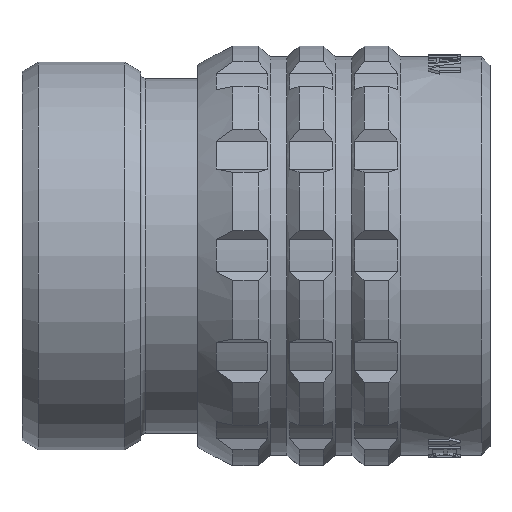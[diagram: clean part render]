
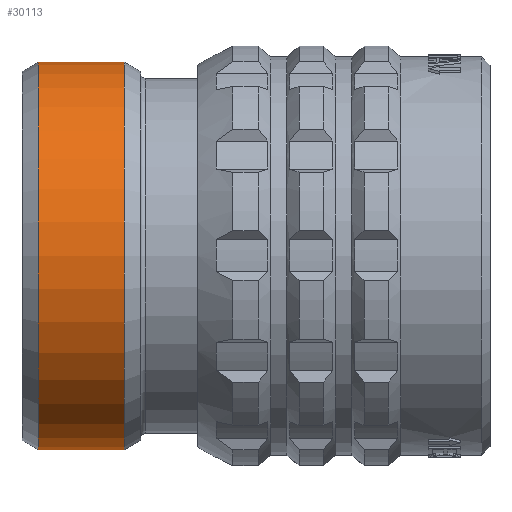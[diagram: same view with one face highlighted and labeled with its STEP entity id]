
A CAD part, top view. The second image highlights one B-rep face of the part: STEP entity #30113.
In plain terms, the highlighted cylindrical face has radius 11.925 mm (diameter 23.85 mm), a partial arc.
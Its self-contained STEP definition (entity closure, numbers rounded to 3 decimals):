
#8400=CARTESIAN_POINT('',(1.385,13.,-13.));
#8401=DIRECTION('',(1.,0.,0.));
#8402=DIRECTION('',(0.,1.,0.));
#8403=AXIS2_PLACEMENT_3D('',#8400,#8401,#8402);
#8405=CARTESIAN_POINT('',(6.685,13.,-13.));
#8406=DIRECTION('',(1.,0.,0.));
#8407=DIRECTION('',(0.,1.,0.));
#8408=AXIS2_PLACEMENT_3D('',#8405,#8406,#8407);
#8410=DIRECTION('',(-1.,0.,0.));
#8411=VECTOR('',#8410,5.3);
#8412=CARTESIAN_POINT('',(6.685,24.925,-13.));
#8413=LINE('1222',#8412,#8411);
#8414=DIRECTION('',(-1.,0.,0.));
#8415=VECTOR('',#8414,5.3);
#8416=CARTESIAN_POINT('',(6.685,1.075,-13.));
#8417=LINE('1228',#8416,#8415);
#18459=CARTESIAN_POINT('',(6.685,24.925,-13.));
#18461=VERTEX_POINT('',#18459);
#18462=CARTESIAN_POINT('',(1.385,24.925,-13.));
#18463=VERTEX_POINT('',#18462);
#18471=CARTESIAN_POINT('',(6.685,1.075,-13.));
#18473=VERTEX_POINT('',#18471);
#18474=CARTESIAN_POINT('',(1.385,1.075,-13.));
#18475=VERTEX_POINT('',#18474);
#30099=CARTESIAN_POINT('',(-1.055,13.,-13.));
#30100=DIRECTION('',(1.,0.,0.));
#30101=DIRECTION('',(0.,-1.,0.));
#30102=AXIS2_PLACEMENT_3D('',#30099,#30100,#30101);
#30103=CYLINDRICAL_SURFACE('278',#30102,11.925);
#30105=ORIENTED_EDGE('1222',*,*,#30104,.F.);
#30107=ORIENTED_EDGE('1240',*,*,#30106,.T.);
#30109=ORIENTED_EDGE('1228',*,*,#30108,.T.);
#30110=ORIENTED_EDGE('1241',*,*,#30085,.F.);
#30111=EDGE_LOOP('278',(#30105,#30107,#30109,#30110));
#30112=FACE_OUTER_BOUND('278',#30111,.F.);
#8404=CIRCLE('1241',#8403,11.925);
#8409=CIRCLE('1240',#8408,11.925);
#30085=EDGE_CURVE('1241',#18463,#18475,#8404,.T.);
#30104=EDGE_CURVE('1222',#18461,#18463,#8413,.T.);
#30106=EDGE_CURVE('1240',#18461,#18473,#8409,.T.);
#30108=EDGE_CURVE('1228',#18473,#18475,#8417,.T.);
#30113=ADVANCED_FACE('278',(#30112),#30103,.T.);
